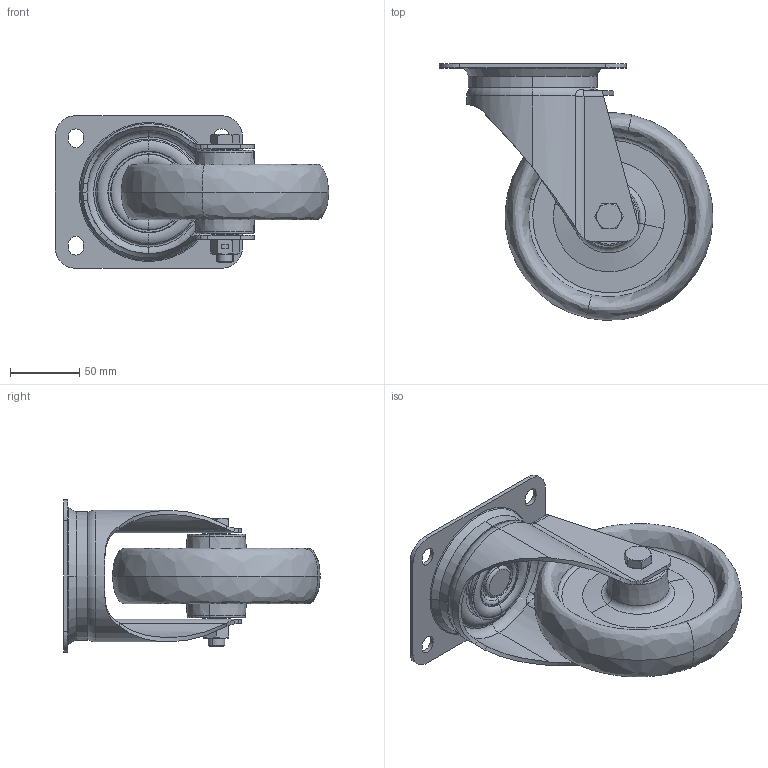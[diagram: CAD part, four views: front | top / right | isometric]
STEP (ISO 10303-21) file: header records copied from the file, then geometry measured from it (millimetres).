
FILE_DESCRIPTION (( 'STEP AP214' ), '1' );
FILE_NAME ('0056061.step', '2023-06-21T11:26:33', ( '' ), ( '' ), 'SwSTEP 2.0', 'SolidWorks 2020', '' );
FILE_SCHEMA (( 'AUTOMOTIVE_DESIGN' ));
Length unit declared in the file: millimetre
Products named in the file (1): 0056061
Bounding box: 197.42 x 184.92 x 110 mm (x, y, z)
Volume: 541874.9 mm3; surface area: 174729.3 mm2
Topology: 15 solids, 15 shells, 503 faces, 1203 edges, 738 vertices
Faces by surface type: plane 175, torus 88, bspline 73, cone 72, cylinder 71, sphere 24
Entity records: 23573 total; most frequent: CARTESIAN_POINT 7004, ORIENTED_EDGE 2310, DIRECTION 2123, EDGE_CURVE 1155, AXIS2_PLACEMENT_3D 868, VERTEX_POINT 714, EDGE_LOOP 557, UNCERTAINTY_MEASURE_WITH_UNIT 520
